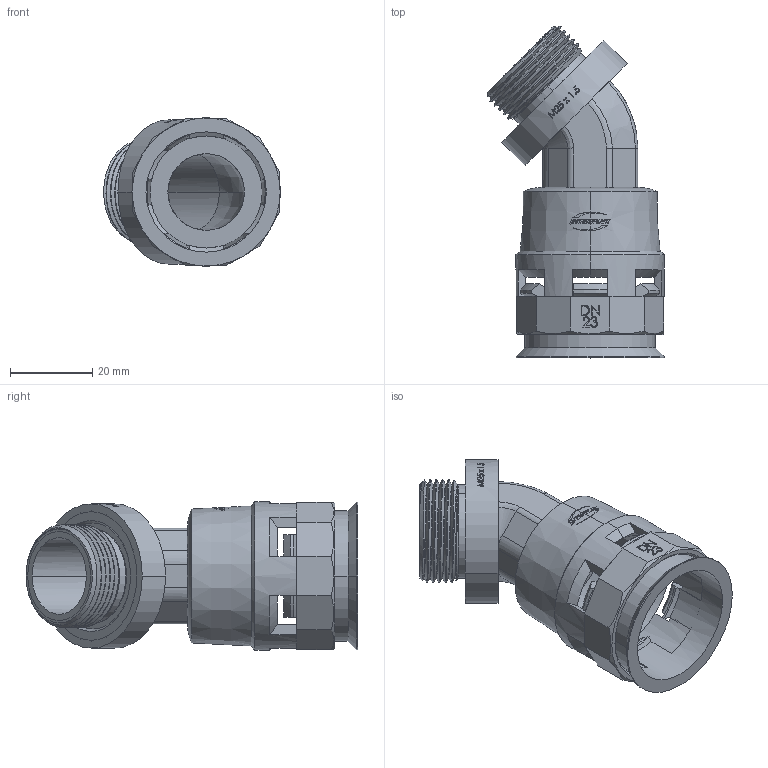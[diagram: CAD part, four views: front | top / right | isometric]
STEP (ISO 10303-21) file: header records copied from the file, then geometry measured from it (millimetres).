
FILE_DESCRIPTION (( 'STEP AP203' ), '1' );
FILE_NAME ('(LTCM-23M25-)_I3040_0006_03_0.STEP', '2012-06-19T10:10:05', ( 'Llorenç' ), ( '' ), 'SwSTEP 2.0', 'SolidWorks 2007', '' );
FILE_SCHEMA (( 'CONFIG_CONTROL_DESIGN' ));
Length unit declared in the file: millimetre
Products named in the file (1): (LTCM-23M25-)_I3040_0006_03_0
Bounding box: 42.87 x 80.54 x 36 mm (x, y, z)
Volume: 20650.4 mm3; surface area: 22831.6 mm2
Topology: 3 solids, 3 shells, 2571 faces, 7578 edges, 5029 vertices
Faces by surface type: plane 1702, cylinder 601, bspline 183, cone 81, torus 4
Entity records: 95955 total; most frequent: CARTESIAN_POINT 31046, ORIENTED_EDGE 15152, DIRECTION 11428, EDGE_CURVE 7576, VERTEX_POINT 5029, VECTOR 4048, LINE 4048, AXIS2_PLACEMENT_3D 3690
